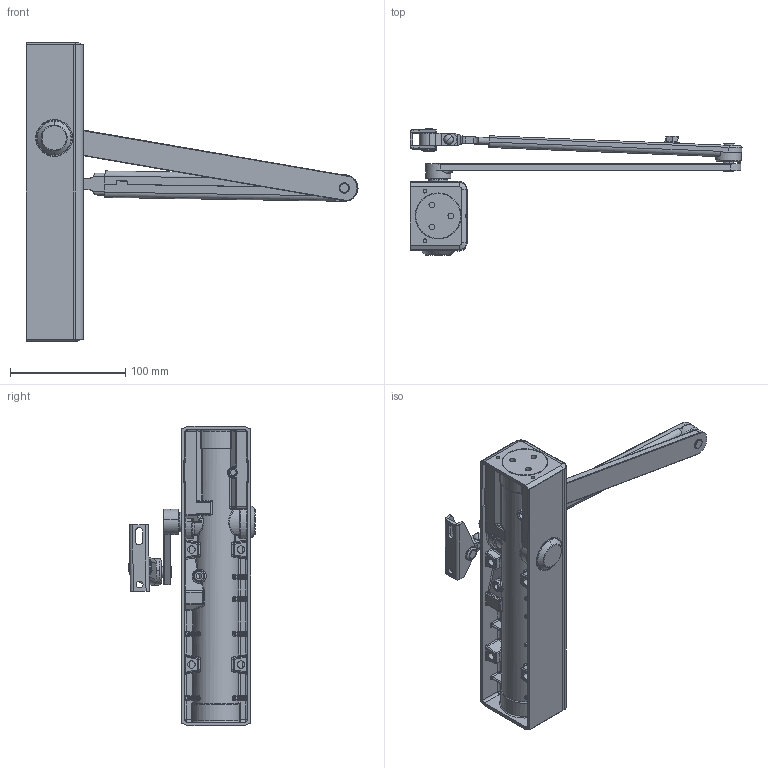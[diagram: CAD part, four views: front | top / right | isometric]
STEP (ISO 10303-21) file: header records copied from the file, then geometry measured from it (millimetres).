
FILE_DESCRIPTION (( 'STEP AP214' ), '1' );
FILE_NAME ('DC300_L190.STEP', '2021-02-05T09:06:51', ( '' ), ( '' ), 'SwSTEP 2.0', 'SolidWorks 2020', '' );
FILE_SCHEMA (( 'AUTOMOTIVE_DESIGN' ));
Length unit declared in the file: millimetre
Products named in the file (3): L190.step; DC300 body with cover.step; DC300_L190
Assembly tree (2 placements, depth 2):
  DC300_L190
    L190.step
    DC300 body with cover.step
Bounding box: 288.64 x 109.98 x 260 mm (x, y, z)
Volume: 399251.8 mm3; surface area: 218265.7 mm2
Topology: 11 solids, 12 shells, 2719 faces, 6970 edges, 4327 vertices
Faces by surface type: plane 1272, cylinder 770, bspline 346, torus 194, cone 74, sphere 63
Entity records: 99918 total; most frequent: CARTESIAN_POINT 39479, ORIENTED_EDGE 13882, DIRECTION 11368, EDGE_CURVE 6941, VERTEX_POINT 4327, AXIS2_PLACEMENT_3D 4236, VECTOR 2896, LINE 2896
